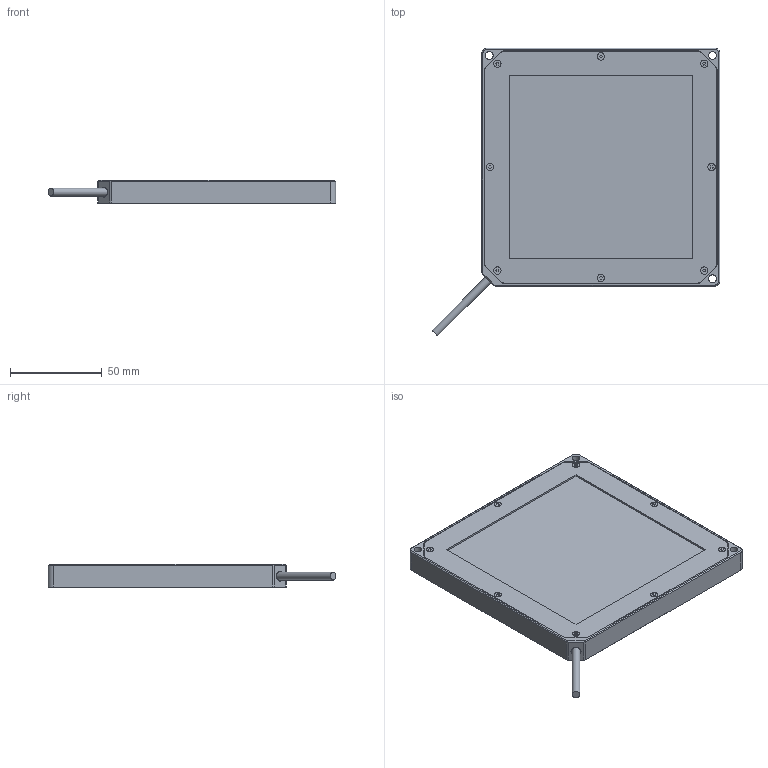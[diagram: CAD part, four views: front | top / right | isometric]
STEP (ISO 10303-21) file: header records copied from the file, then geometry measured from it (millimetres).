
FILE_DESCRIPTION(/* description */ ('DISO X xxx'),/* implementation_level */ '2;1');
FILE_NAME(/* name */ 'BE-F100-100-FX-K.stp',/* time_stamp */ '2015-07-22T07:02:37+02:00',/* author */ ('lsa'),/* organization */ (''),/* preprocessor_version */ 'ST-DEVELOPER v15.6',/* originating_system */ 'Autodesk Inventor 2015',/* authorisation */ '');
FILE_SCHEMA (('AUTOMOTIVE_DESIGN { 1 0 10303 214 3 1 1 }'));
Length unit declared in the file: millimetre
Products named in the file (1): Bauteil2
Bounding box: 157.12 x 157.12 x 13.1 mm (x, y, z)
Volume: 108528.4 mm3; surface area: 66710.6 mm2
Topology: 1 solids, 2 shells, 203 faces, 482 edges, 302 vertices
Faces by surface type: plane 162, cylinder 34, cone 7
Full cylindrical faces by diameter (mm): 4 x8, 4.3 x4, 4.5 x1
Entity records: 5796 total; most frequent: CARTESIAN_POINT 968, DIRECTION 948, ORIENTED_EDGE 930, EDGE_CURVE 465, LINE 390, VECTOR 390, VERTEX_POINT 299, AXIS2_PLACEMENT_3D 279
